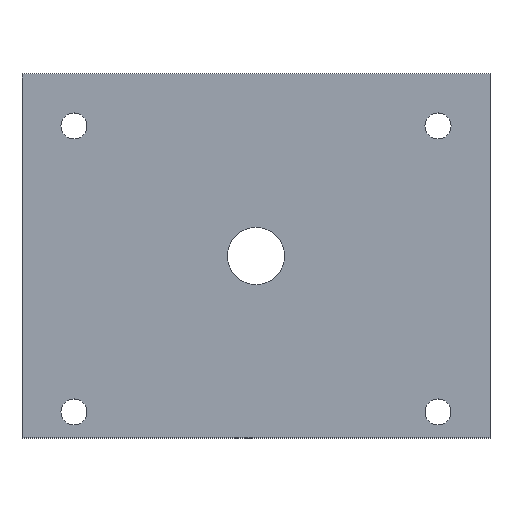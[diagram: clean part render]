
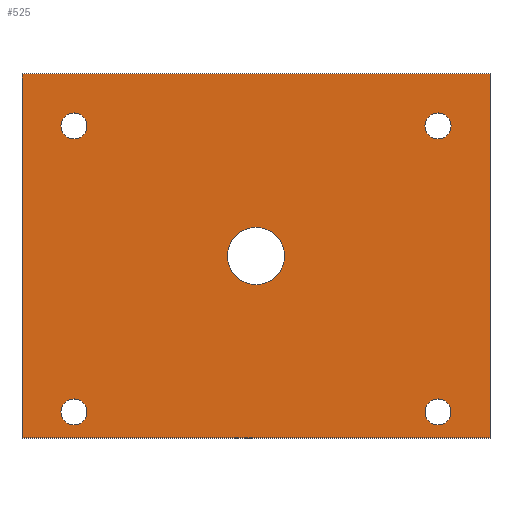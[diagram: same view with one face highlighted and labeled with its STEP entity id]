
A CAD part, top view. The second image highlights one B-rep face of the part: STEP entity #525.
In plain terms, the highlighted planar face has unit normal (0, 0, 1).
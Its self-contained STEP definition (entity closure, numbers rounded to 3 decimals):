
#12 = DIRECTION ( 'NONE',  ( 0., 0., 1. ) ) ;
#19 = VERTEX_POINT ( 'NONE', #451 ) ;
#34 = CARTESIAN_POINT ( 'NONE',  ( 10., 60., 0. ) ) ;
#39 = DIRECTION ( 'NONE',  ( 0., -1., 0. ) ) ;
#40 = CARTESIAN_POINT ( 'NONE',  ( 80., 60., 0. ) ) ;
#43 = DIRECTION ( 'NONE',  ( 0., 0., 1. ) ) ;
#45 = DIRECTION ( 'NONE',  ( 0., 0., 1. ) ) ;
#49 = EDGE_CURVE ( 'NONE', #578, #603, #605, .T. ) ;
#64 = CIRCLE ( 'NONE', #500, 2.5 ) ;
#65 = VERTEX_POINT ( 'NONE', #318 ) ;
#68 = AXIS2_PLACEMENT_3D ( 'NONE', #298, #12, #108 ) ;
#69 = LINE ( 'NONE', #326, #553 ) ;
#80 = ORIENTED_EDGE ( 'NONE', *, *, #360, .F. ) ;
#86 = CARTESIAN_POINT ( 'NONE',  ( 0., 70., 0. ) ) ;
#89 = CIRCLE ( 'NONE', #120, 2.5 ) ;
#92 = CARTESIAN_POINT ( 'NONE',  ( 0., 0., 0. ) ) ;
#99 = AXIS2_PLACEMENT_3D ( 'NONE', #157, #566, #291 ) ;
#108 = DIRECTION ( 'NONE',  ( 1., 0., 0. ) ) ;
#111 = DIRECTION ( 'NONE',  ( 0., 0., 1. ) ) ;
#115 = AXIS2_PLACEMENT_3D ( 'NONE', #152, #111, #486 ) ;
#120 = AXIS2_PLACEMENT_3D ( 'NONE', #442, #445, #489 ) ;
#132 = DIRECTION ( 'NONE',  ( 1., 0., 0. ) ) ;
#136 = CARTESIAN_POINT ( 'NONE',  ( 39.5, 35., 0. ) ) ;
#149 = CIRCLE ( 'NONE', #154, 2.5 ) ;
#152 = CARTESIAN_POINT ( 'NONE',  ( 45., 35., 0. ) ) ;
#154 = AXIS2_PLACEMENT_3D ( 'NONE', #34, #504, #409 ) ;
#157 = CARTESIAN_POINT ( 'NONE',  ( 80., 5., 0. ) ) ;
#160 = PLANE ( 'NONE',  #562 ) ;
#164 = VERTEX_POINT ( 'NONE', #280 ) ;
#167 = DIRECTION ( 'NONE',  ( 1., 0., 0. ) ) ;
#173 = CARTESIAN_POINT ( 'NONE',  ( 90., 70., 0. ) ) ;
#183 = AXIS2_PLACEMENT_3D ( 'NONE', #462, #191, #132 ) ;
#184 = LINE ( 'NONE', #92, #432 ) ;
#188 = CIRCLE ( 'NONE', #418, 2.5 ) ;
#189 = FACE_BOUND ( 'NONE', #375, .T. ) ;
#191 = DIRECTION ( 'NONE',  ( 0., 0., 1. ) ) ;
#192 = CIRCLE ( 'NONE', #183, 5.5 ) ;
#193 = EDGE_CURVE ( 'NONE', #383, #261, #149, .T. ) ;
#196 = FACE_BOUND ( 'NONE', #426, .T. ) ;
#198 = VERTEX_POINT ( 'NONE', #277 ) ;
#207 = DIRECTION ( 'NONE',  ( 0., 0., -1. ) ) ;
#208 = CIRCLE ( 'NONE', #68, 2.5 ) ;
#214 = EDGE_CURVE ( 'NONE', #603, #233, #332, .T. ) ;
#217 = CARTESIAN_POINT ( 'NONE',  ( 0., 70., 0. ) ) ;
#219 = VERTEX_POINT ( 'NONE', #416 ) ;
#222 = EDGE_CURVE ( 'NONE', #233, #576, #184, .T. ) ;
#223 = CIRCLE ( 'NONE', #115, 5.5 ) ;
#233 = VERTEX_POINT ( 'NONE', #454 ) ;
#234 = EDGE_CURVE ( 'NONE', #248, #198, #192, .T. ) ;
#245 = DIRECTION ( 'NONE',  ( 1., 0., 0. ) ) ;
#248 = VERTEX_POINT ( 'NONE', #136 ) ;
#261 = VERTEX_POINT ( 'NONE', #281 ) ;
#264 = DIRECTION ( 'NONE',  ( 0., 0., 1. ) ) ;
#270 = VERTEX_POINT ( 'NONE', #469 ) ;
#274 = EDGE_CURVE ( 'NONE', #576, #578, #69, .T. ) ;
#275 = ORIENTED_EDGE ( 'NONE', *, *, #583, .F. ) ;
#277 = CARTESIAN_POINT ( 'NONE',  ( 50.5, 35., 0. ) ) ;
#280 = CARTESIAN_POINT ( 'NONE',  ( 7.5, 5., 0. ) ) ;
#281 = CARTESIAN_POINT ( 'NONE',  ( 12.5, 60., 0. ) ) ;
#282 = EDGE_LOOP ( 'NONE', ( #390, #460, #510, #447 ) ) ;
#291 = DIRECTION ( 'NONE',  ( 1., 0., 0. ) ) ;
#298 = CARTESIAN_POINT ( 'NONE',  ( 80., 60., 0. ) ) ;
#304 = ORIENTED_EDGE ( 'NONE', *, *, #429, .F. ) ;
#307 = CARTESIAN_POINT ( 'NONE',  ( 90., 0., 0. ) ) ;
#316 = VERTEX_POINT ( 'NONE', #373 ) ;
#317 = VECTOR ( 'NONE', #39, 1000. ) ;
#318 = CARTESIAN_POINT ( 'NONE',  ( 82.5, 5., 0. ) ) ;
#319 = AXIS2_PLACEMENT_3D ( 'NONE', #569, #264, #167 ) ;
#322 = CARTESIAN_POINT ( 'NONE',  ( 0., 0., 0. ) ) ;
#323 = EDGE_CURVE ( 'NONE', #219, #19, #188, .T. ) ;
#324 = ORIENTED_EDGE ( 'NONE', *, *, #476, .F. ) ;
#325 = ORIENTED_EDGE ( 'NONE', *, *, #464, .F. ) ;
#326 = CARTESIAN_POINT ( 'NONE',  ( 90., 0., 0. ) ) ;
#331 = AXIS2_PLACEMENT_3D ( 'NONE', #559, #43, #511 ) ;
#332 = LINE ( 'NONE', #322, #317 ) ;
#335 = FACE_BOUND ( 'NONE', #461, .T. ) ;
#336 = FACE_OUTER_BOUND ( 'NONE', #282, .T. ) ;
#352 = DIRECTION ( 'NONE',  ( 0., 0., 1. ) ) ;
#356 = CARTESIAN_POINT ( 'NONE',  ( 10., 5., 0. ) ) ;
#360 = EDGE_CURVE ( 'NONE', #65, #316, #580, .T. ) ;
#370 = ORIENTED_EDGE ( 'NONE', *, *, #323, .F. ) ;
#371 = ORIENTED_EDGE ( 'NONE', *, *, #193, .F. ) ;
#373 = CARTESIAN_POINT ( 'NONE',  ( 77.5, 5., 0. ) ) ;
#375 = EDGE_LOOP ( 'NONE', ( #431, #371 ) ) ;
#381 = DIRECTION ( 'NONE',  ( 0., 1., 0. ) ) ;
#383 = VERTEX_POINT ( 'NONE', #463 ) ;
#390 = ORIENTED_EDGE ( 'NONE', *, *, #214, .T. ) ;
#395 = CIRCLE ( 'NONE', #319, 2.5 ) ;
#398 = DIRECTION ( 'NONE',  ( 1., 0., 0. ) ) ;
#400 = FACE_BOUND ( 'NONE', #570, .T. ) ;
#403 = ORIENTED_EDGE ( 'NONE', *, *, #234, .F. ) ;
#409 = DIRECTION ( 'NONE',  ( 1., 0., 0. ) ) ;
#416 = CARTESIAN_POINT ( 'NONE',  ( 82.5, 60., 0. ) ) ;
#418 = AXIS2_PLACEMENT_3D ( 'NONE', #40, #45, #245 ) ;
#420 = ORIENTED_EDGE ( 'NONE', *, *, #556, .F. ) ;
#426 = EDGE_LOOP ( 'NONE', ( #80, #324 ) ) ;
#429 = EDGE_CURVE ( 'NONE', #198, #248, #223, .T. ) ;
#431 = ORIENTED_EDGE ( 'NONE', *, *, #554, .F. ) ;
#432 = VECTOR ( 'NONE', #552, 1000. ) ;
#433 = DIRECTION ( 'NONE',  ( -1., 0., 0. ) ) ;
#442 = CARTESIAN_POINT ( 'NONE',  ( 10., 60., 0. ) ) ;
#443 = FACE_BOUND ( 'NONE', #584, .T. ) ;
#445 = DIRECTION ( 'NONE',  ( 0., 0., 1. ) ) ;
#447 = ORIENTED_EDGE ( 'NONE', *, *, #49, .T. ) ;
#451 = CARTESIAN_POINT ( 'NONE',  ( 77.5, 60., 0. ) ) ;
#454 = CARTESIAN_POINT ( 'NONE',  ( 0., 0., 0. ) ) ;
#460 = ORIENTED_EDGE ( 'NONE', *, *, #222, .T. ) ;
#461 = EDGE_LOOP ( 'NONE', ( #304, #403 ) ) ;
#462 = CARTESIAN_POINT ( 'NONE',  ( 45., 35., 0. ) ) ;
#463 = CARTESIAN_POINT ( 'NONE',  ( 7.5, 60., 0. ) ) ;
#464 = EDGE_CURVE ( 'NONE', #19, #219, #208, .T. ) ;
#469 = CARTESIAN_POINT ( 'NONE',  ( 12.5, 5., 0. ) ) ;
#476 = EDGE_CURVE ( 'NONE', #316, #65, #541, .T. ) ;
#479 = CARTESIAN_POINT ( 'NONE',  ( 0., 0., 0. ) ) ;
#486 = DIRECTION ( 'NONE',  ( 1., 0., 0. ) ) ;
#487 = VECTOR ( 'NONE', #590, 1000. ) ;
#489 = DIRECTION ( 'NONE',  ( 1., 0., 0. ) ) ;
#500 = AXIS2_PLACEMENT_3D ( 'NONE', #356, #352, #398 ) ;
#504 = DIRECTION ( 'NONE',  ( 0., 0., 1. ) ) ;
#510 = ORIENTED_EDGE ( 'NONE', *, *, #274, .T. ) ;
#511 = DIRECTION ( 'NONE',  ( 1., 0., 0. ) ) ;
#525 = ADVANCED_FACE ( 'NONE', ( #196, #443, #400, #189, #335, #336 ), #160, .F. ) ;
#541 = CIRCLE ( 'NONE', #99, 2.5 ) ;
#552 = DIRECTION ( 'NONE',  ( 1., 0., 0. ) ) ;
#553 = VECTOR ( 'NONE', #381, 1000. ) ;
#554 = EDGE_CURVE ( 'NONE', #261, #383, #89, .T. ) ;
#556 = EDGE_CURVE ( 'NONE', #164, #270, #64, .T. ) ;
#559 = CARTESIAN_POINT ( 'NONE',  ( 80., 5., 0. ) ) ;
#562 = AXIS2_PLACEMENT_3D ( 'NONE', #479, #207, #433 ) ;
#566 = DIRECTION ( 'NONE',  ( 0., 0., 1. ) ) ;
#569 = CARTESIAN_POINT ( 'NONE',  ( 10., 5., 0. ) ) ;
#570 = EDGE_LOOP ( 'NONE', ( #370, #325 ) ) ;
#576 = VERTEX_POINT ( 'NONE', #307 ) ;
#578 = VERTEX_POINT ( 'NONE', #173 ) ;
#580 = CIRCLE ( 'NONE', #331, 2.5 ) ;
#583 = EDGE_CURVE ( 'NONE', #270, #164, #395, .T. ) ;
#584 = EDGE_LOOP ( 'NONE', ( #275, #420 ) ) ;
#590 = DIRECTION ( 'NONE',  ( -1., 0., 0. ) ) ;
#603 = VERTEX_POINT ( 'NONE', #217 ) ;
#605 = LINE ( 'NONE', #86, #487 ) ;
